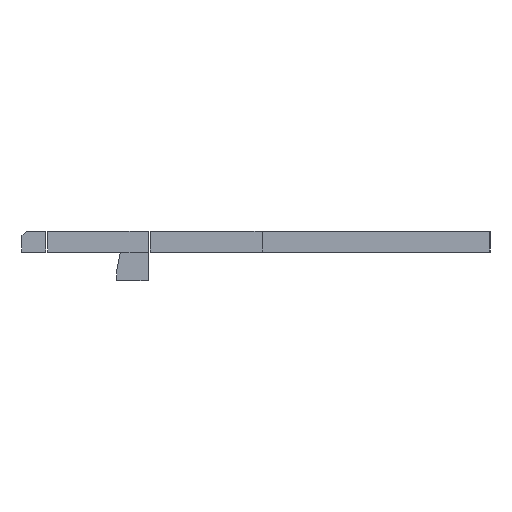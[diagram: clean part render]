
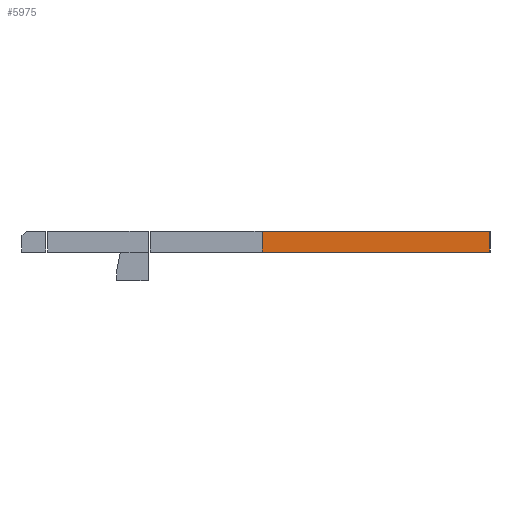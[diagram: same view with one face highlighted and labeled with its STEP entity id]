
A CAD part, left-side view. The second image highlights one B-rep face of the part: STEP entity #5975.
In plain terms, the highlighted planar face has unit normal (-1, 0, 0).
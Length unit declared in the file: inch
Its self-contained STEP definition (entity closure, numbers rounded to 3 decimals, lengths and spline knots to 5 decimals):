
#203=FACE_OUTER_BOUND('',#599,.T.);
#599=EDGE_LOOP('',(#4153,#4154,#4155,#4156));
#1053=LINE('',#8650,#1862);
#1055=LINE('',#8654,#1864);
#1061=LINE('',#8665,#1870);
#1062=LINE('',#8667,#1871);
#1862=VECTOR('',#7025,0.3937);
#1864=VECTOR('',#7029,0.3937);
#1870=VECTOR('',#7039,0.3937);
#1871=VECTOR('',#7042,0.3937);
#2631=VERTEX_POINT('',#8647);
#2632=VERTEX_POINT('',#8649);
#2633=VERTEX_POINT('',#8653);
#2636=VERTEX_POINT('',#8663);
#3210=EDGE_CURVE('',#2632,#2631,#1053,.T.);
#3212=EDGE_CURVE('',#2633,#2632,#1055,.T.);
#3218=EDGE_CURVE('',#2636,#2631,#1061,.T.);
#3219=EDGE_CURVE('',#2636,#2633,#1062,.T.);
#4153=ORIENTED_EDGE('',*,*,#3210,.T.);
#4154=ORIENTED_EDGE('',*,*,#3218,.F.);
#4155=ORIENTED_EDGE('',*,*,#3219,.T.);
#4156=ORIENTED_EDGE('',*,*,#3212,.T.);
#5579=PLANE('',#6447);
#5975=ADVANCED_FACE('',(#203),#5579,.T.);
#6447=AXIS2_PLACEMENT_3D('',#8666,#7040,#7041);
#7025=DIRECTION('',(0.,0.,-1.));
#7029=DIRECTION('',(0.,1.,0.));
#7039=DIRECTION('',(0.,1.,0.));
#7040=DIRECTION('center_axis',(-1.,0.,0.));
#7041=DIRECTION('ref_axis',(0.,0.,1.));
#7042=DIRECTION('',(0.,0.,1.));
#8647=CARTESIAN_POINT('',(896.,12.125,-106.));
#8649=CARTESIAN_POINT('',(896.,12.125,-102.375));
#8650=CARTESIAN_POINT('',(896.,12.125,-104.1875));
#8653=CARTESIAN_POINT('',(896.,-47.5,-102.375));
#8654=CARTESIAN_POINT('',(896.,0.,-102.375));
#8663=CARTESIAN_POINT('',(896.,-47.5,-106.));
#8665=CARTESIAN_POINT('',(896.,0.,-106.));
#8666=CARTESIAN_POINT('Origin',(896.,0.,-106.));
#8667=CARTESIAN_POINT('',(896.,-47.5,-103.28125));
